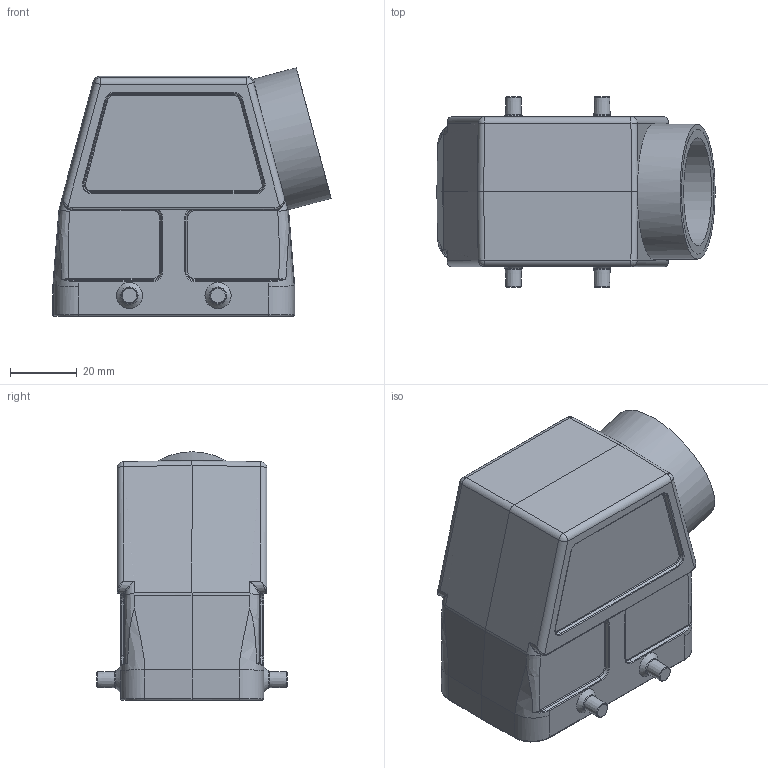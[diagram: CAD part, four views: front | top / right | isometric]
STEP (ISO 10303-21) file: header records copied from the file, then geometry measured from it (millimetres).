
FILE_DESCRIPTION((''),'2;1');
FILE_NAME('05300100564-2.stp','2020-07-07T13:34:53',('e.eickhoff'),(''),'Autodesk Inventor 2012','Autodesk Inventor 2012','');
FILE_SCHEMA(('AUTOMOTIVE_DESIGN { 1 0 10303 214 1 1 1 1 }'));
Length unit declared in the file: millimetre
Products named in the file (3): 05300100564-2; M32-PG29 Adapter
Assembly tree (2 placements, depth 2):
  05300100564-2
    05300100564-2
    M32-PG29 Adapter
Bounding box: 83.56 x 57.2 x 74.61 mm (x, y, z)
Volume: 64201.9 mm3; surface area: 39446.7 mm2
Topology: 2 solids, 2 shells, 519 faces, 1589 edges, 1335 vertices
Faces by surface type: plane 227, cylinder 122, bspline 63, torus 50, cone 47, sphere 10
Full cylindrical faces by diameter (mm): 3 x4, 32 x1, 32.5 x1, 37 x1, 37.5 x1, 40.6 x1
Entity records: 22060 total; most frequent: CARTESIAN_POINT 8333, ORIENTED_EDGE 2652, DIRECTION 2506, EDGE_CURVE 1326, VERTEX_POINT 912, AXIS2_PLACEMENT_3D 863, VECTOR 780, LINE 780
